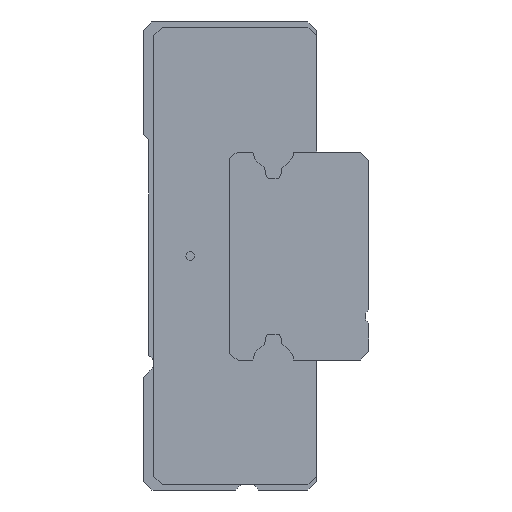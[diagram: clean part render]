
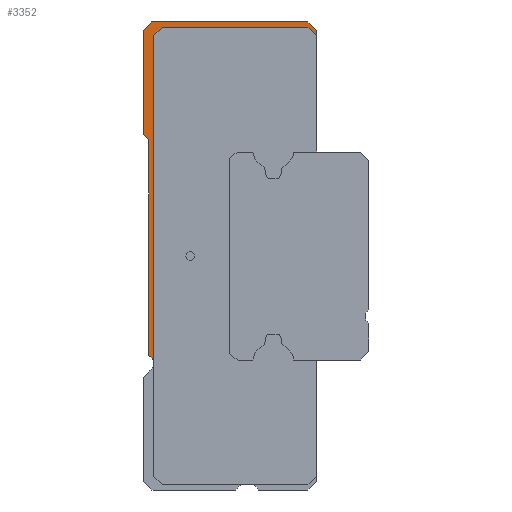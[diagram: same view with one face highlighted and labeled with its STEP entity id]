
A CAD part, left-side view. The second image highlights one B-rep face of the part: STEP entity #3352.
In plain terms, the highlighted planar face has unit normal (-1, 0, 0).
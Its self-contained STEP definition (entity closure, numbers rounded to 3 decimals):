
#1184 = VERTEX_POINT( '', #3477 );
#1242 = VERTEX_POINT( '', #3543 );
#1404 = VERTEX_POINT( '', #3721 );
#1450 = VERTEX_POINT( '', #3769 );
#1452 = EDGE_CURVE( '', #2226, #1450, #3771, .T. );
#1530 = VERTEX_POINT( '', #3857 );
#2044 = VERTEX_POINT( '', #4428 );
#2098 = EDGE_CURVE( '', #1450, #1404, #4486, .T. );
#2106 = EDGE_CURVE( '', #2944, #2702, #4495, .T. );
#2226 = VERTEX_POINT( '', #4630 );
#2238 = EDGE_CURVE( '', #2564, #2226, #4645, .T. );
#2294 = EDGE_CURVE( '', #3000, #2944, #4706, .T. );
#2514 = EDGE_CURVE( '', #2044, #1530, #4957, .T. );
#2564 = VERTEX_POINT( '', #5010 );
#2600 = EDGE_CURVE( '', #2702, #2922, #5050, .T. );
#2702 = VERTEX_POINT( '', #5181 );
#2866 = EDGE_CURVE( '', #2564, #1184, #5369, .T. );
#2922 = VERTEX_POINT( '', #5430 );
#2944 = VERTEX_POINT( '', #5454 );
#3000 = VERTEX_POINT( '', #5517 );
#3114 = EDGE_CURVE( '', #1404, #2044, #5643, .T. );
#3256 = EDGE_CURVE( '', #1530, #1242, #5802, .T. );
#3352 = ADVANCED_FACE( '', ( #5910 ), #5911, .F. );
#3386 = EDGE_CURVE( '', #1242, #2922, #5951, .T. );
#3426 = EDGE_CURVE( '', #1184, #3000, #5995, .T. );
#3477 = CARTESIAN_POINT( '', ( 81.7, 13., 13. ) );
#3543 = CARTESIAN_POINT( '', ( 81.7, 3.5, 13.2 ) );
#3721 = CARTESIAN_POINT( '', ( 81.7, 12.4, -6.193 ) );
#3769 = CARTESIAN_POINT( '', ( 81.7, 12.7, -5.735 ) );
#3771 = LINE( '', #6444, #6445 );
#3857 = CARTESIAN_POINT( '', ( 81.7, 11.9, 13.2 ) );
#4428 = CARTESIAN_POINT( '', ( 81.7, 12.4, 12.7 ) );
#4486 = CIRCLE( '', #7411, 0.5 );
#4495 = LINE( '', #7425, #7426 );
#4630 = CARTESIAN_POINT( '', ( 81.7, 12.7, 6.7 ) );
#4645 = LINE( '', #7614, #7615 );
#4706 = LINE( '', #7700, #7701 );
#4957 = LINE( '', #8057, #8058 );
#5010 = CARTESIAN_POINT( '', ( 81.7, 13., 7. ) );
#5050 = LINE( '', #8179, #8180 );
#5181 = CARTESIAN_POINT( '', ( 81.7, 3., 13. ) );
#5369 = LINE( '', #8598, #8599 );
#5430 = CARTESIAN_POINT( '', ( 81.7, 3., 12.7 ) );
#5454 = CARTESIAN_POINT( '', ( 81.7, 3.5, 13.5 ) );
#5517 = CARTESIAN_POINT( '', ( 81.7, 12.5, 13.5 ) );
#5643 = LINE( '', #8956, #8957 );
#5802 = LINE( '', #9171, #9172 );
#5910 = FACE_OUTER_BOUND( '', #9314, .T. );
#5911 = PLANE( '', #9315 );
#5951 = LINE( '', #9362, #9363 );
#5995 = LINE( '', #9419, #9420 );
#6444 = CARTESIAN_POINT( '', ( 81.7, 12.7, 3.35 ) );
#6445 = VECTOR( '', #9787, 1. );
#7411 = AXIS2_PLACEMENT_3D( '', #10682, #10683, #10684 );
#7425 = CARTESIAN_POINT( '', ( 81.7, -0.25, 9.75 ) );
#7426 = VECTOR( '', #10695, 1. );
#7614 = CARTESIAN_POINT( '', ( 81.7, 8.75, 2.75 ) );
#7615 = VECTOR( '', #10880, 1. );
#7700 = CARTESIAN_POINT( '', ( 81.7, 3.25, 13.5 ) );
#7701 = VECTOR( '', #10938, 1. );
#8057 = CARTESIAN_POINT( '', ( 81.7, 12.4, 12.7 ) );
#8058 = VECTOR( '', #11165, 1. );
#8179 = CARTESIAN_POINT( '', ( 81.7, 3., -6.5 ) );
#8180 = VECTOR( '', #11280, 1. );
#8598 = CARTESIAN_POINT( '', ( 81.7, 13., 6.5 ) );
#8599 = VECTOR( '', #11713, 1. );
#8956 = CARTESIAN_POINT( '', ( 81.7, 12.4, -12.7 ) );
#8957 = VECTOR( '', #12032, 1. );
#9171 = CARTESIAN_POINT( '', ( 81.7, 11.9, 13.2 ) );
#9172 = VECTOR( '', #12221, 1. );
#9314 = EDGE_LOOP( '', ( #12348, #12349, #12350, #12351, #12352, #12353, #12354, #12355, #12356, #12357, #12358, #12359 ) );
#9315 = AXIS2_PLACEMENT_3D( '', #12360, #12361, #12362 );
#9362 = CARTESIAN_POINT( '', ( 81.7, 3.5, 13.2 ) );
#9363 = VECTOR( '', #12420, 1. );
#9419 = CARTESIAN_POINT( '', ( 81.7, 13.5, 12.5 ) );
#9420 = VECTOR( '', #12471, 1. );
#9787 = DIRECTION( '', ( 0., 0., -1. ) );
#10682 = CARTESIAN_POINT( '', ( 81.7, 12.9, -6.193 ) );
#10683 = DIRECTION( '', ( 1., 0., 0. ) );
#10684 = DIRECTION( '', ( 0., -0.4, 0.917 ) );
#10695 = DIRECTION( '', ( 0., -0.707, -0.707 ) );
#10880 = DIRECTION( '', ( 0., -0.707, -0.707 ) );
#10938 = DIRECTION( '', ( 0., -1., 0. ) );
#11165 = DIRECTION( '', ( 0., -0.707, 0.707 ) );
#11280 = DIRECTION( '', ( 0., 0., -1. ) );
#11713 = DIRECTION( '', ( 0., 0., 1. ) );
#12032 = DIRECTION( '', ( 0., 0., 1. ) );
#12221 = DIRECTION( '', ( 0., -1., 0. ) );
#12348 = ORIENTED_EDGE( '', *, *, #2098, .T. );
#12349 = ORIENTED_EDGE( '', *, *, #3114, .T. );
#12350 = ORIENTED_EDGE( '', *, *, #2514, .T. );
#12351 = ORIENTED_EDGE( '', *, *, #3256, .T. );
#12352 = ORIENTED_EDGE( '', *, *, #3386, .T. );
#12353 = ORIENTED_EDGE( '', *, *, #2600, .F. );
#12354 = ORIENTED_EDGE( '', *, *, #2106, .F. );
#12355 = ORIENTED_EDGE( '', *, *, #2294, .F. );
#12356 = ORIENTED_EDGE( '', *, *, #3426, .F. );
#12357 = ORIENTED_EDGE( '', *, *, #2866, .F. );
#12358 = ORIENTED_EDGE( '', *, *, #2238, .T. );
#12359 = ORIENTED_EDGE( '', *, *, #1452, .T. );
#12360 = CARTESIAN_POINT( '', ( 81.7, 3., 0. ) );
#12361 = DIRECTION( '', ( 1., 0., 0. ) );
#12362 = DIRECTION( '', ( 0., 0., -1. ) );
#12420 = DIRECTION( '', ( 0., -0.707, -0.707 ) );
#12471 = DIRECTION( '', ( 0., -0.707, 0.707 ) );
